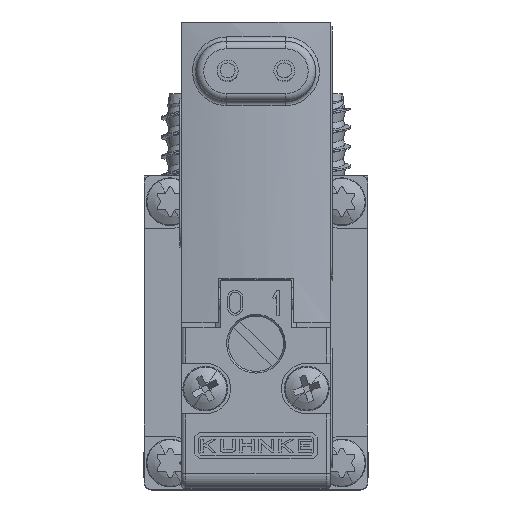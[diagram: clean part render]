
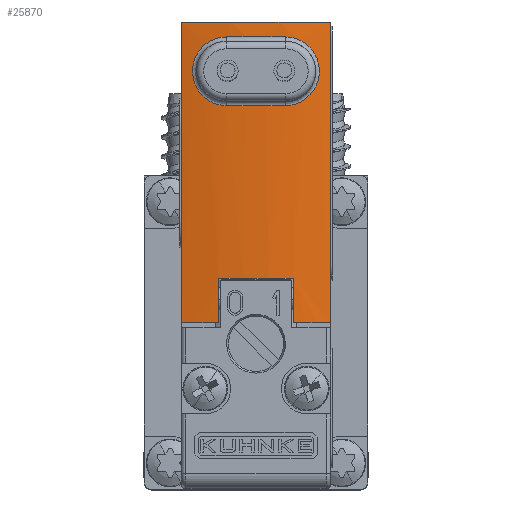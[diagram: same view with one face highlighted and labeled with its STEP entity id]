
A CAD part, top view. The second image highlights one B-rep face of the part: STEP entity #25870.
In plain terms, the highlighted cylindrical face has radius 24 mm (diameter 48 mm), a partial arc.
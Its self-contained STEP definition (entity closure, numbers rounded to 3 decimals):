
#24862=AXIS2_PLACEMENT_3D('Circle Axis2P3D',#24860,#24861,$) ;
#25069=AXIS2_PLACEMENT_3D('Circle Axis2P3D',#25067,#25068,$) ;
#25200=AXIS2_PLACEMENT_3D('Circle Axis2P3D',#25198,#25199,$) ;
#25799=AXIS2_PLACEMENT_3D('Circle Axis2P3D',#25797,#25798,$) ;
#25812=AXIS2_PLACEMENT_3D('Cylinder Axis2P3D',#25809,#25810,#25811) ;
#25826=AXIS2_PLACEMENT_3D('Circle Axis2P3D',#25824,#25825,$) ;
#25848=AXIS2_PLACEMENT_3D('Circle Axis2P3D',#25846,#25847,$) ;
#24841=CARTESIAN_POINT('Vertex',(2.497,-2.4,54.836)) ;
#24857=CARTESIAN_POINT('Vertex',(4.997,-2.4,54.44)) ;
#24860=CARTESIAN_POINT('Axis2P3D Location',(-0.003,-2.4,30.967)) ;
#24981=CARTESIAN_POINT('Vertex',(4.997,17.75,54.44)) ;
#24984=CARTESIAN_POINT('Line Origine',(4.997,7.675,54.44)) ;
#25064=CARTESIAN_POINT('Vertex',(-2.503,-2.4,54.836)) ;
#25067=CARTESIAN_POINT('Axis2P3D Location',(-0.003,-2.4,30.967)) ;
#25071=CARTESIAN_POINT('Vertex',(-5.003,-2.4,54.44)) ;
#25102=CARTESIAN_POINT('Vertex',(-2.503,0.6,54.836)) ;
#25105=CARTESIAN_POINT('Line Origine',(-2.503,-0.9,54.836)) ;
#25195=CARTESIAN_POINT('Vertex',(2.497,0.6,54.836)) ;
#25198=CARTESIAN_POINT('Axis2P3D Location',(-0.003,0.6,30.967)) ;
#25728=CARTESIAN_POINT('Line Origine',(2.497,-0.9,54.836)) ;
#25751=CARTESIAN_POINT('Line Origine',(-5.003,7.675,54.44)) ;
#25755=CARTESIAN_POINT('Vertex',(-5.003,17.75,54.44)) ;
#25797=CARTESIAN_POINT('Axis2P3D Location',(-0.003,17.75,30.967)) ;
#25809=CARTESIAN_POINT('Axis2P3D Location',(-0.003,7.675,30.967)) ;
#25824=CARTESIAN_POINT('Axis2P3D Location',(-0.003,16.75,30.967)) ;
#25828=CARTESIAN_POINT('Vertex',(-1.978,16.75,54.885)) ;
#25830=CARTESIAN_POINT('Vertex',(1.972,16.75,54.885)) ;
#25834=CARTESIAN_POINT('Control Point',(1.972,12.15,54.885)) ;
#25835=CARTESIAN_POINT('Control Point',(2.694,12.15,54.826)) ;
#25836=CARTESIAN_POINT('Control Point',(3.414,12.44,54.739)) ;
#25837=CARTESIAN_POINT('Control Point',(3.976,13.016,54.636)) ;
#25838=CARTESIAN_POINT('Control Point',(4.525,14.469,54.538)) ;
#25839=CARTESIAN_POINT('Control Point',(3.951,15.909,54.641)) ;
#25840=CARTESIAN_POINT('Control Point',(3.392,16.468,54.742)) ;
#25841=CARTESIAN_POINT('Control Point',(2.684,16.75,54.827)) ;
#25842=CARTESIAN_POINT('Control Point',(1.972,16.75,54.885)) ;
#25843=CARTESIAN_POINT('Vertex',(1.972,12.15,54.885)) ;
#25846=CARTESIAN_POINT('Axis2P3D Location',(-0.003,12.15,30.967)) ;
#25850=CARTESIAN_POINT('Vertex',(-1.978,12.15,54.885)) ;
#25854=CARTESIAN_POINT('Control Point',(-1.978,16.75,54.885)) ;
#25855=CARTESIAN_POINT('Control Point',(-2.7,16.75,54.826)) ;
#25856=CARTESIAN_POINT('Control Point',(-3.42,16.46,54.739)) ;
#25857=CARTESIAN_POINT('Control Point',(-3.982,15.884,54.636)) ;
#25858=CARTESIAN_POINT('Control Point',(-4.531,14.431,54.538)) ;
#25859=CARTESIAN_POINT('Control Point',(-3.957,12.991,54.641)) ;
#25860=CARTESIAN_POINT('Control Point',(-3.398,12.432,54.742)) ;
#25861=CARTESIAN_POINT('Control Point',(-2.69,12.15,54.827)) ;
#25862=CARTESIAN_POINT('Control Point',(-1.978,12.15,54.885)) ;
#24861=DIRECTION('Axis2P3D Direction',(0.,1.,0.)) ;
#24985=DIRECTION('Vector Direction',(0.,1.,0.)) ;
#25068=DIRECTION('Axis2P3D Direction',(0.,1.,0.)) ;
#25106=DIRECTION('Vector Direction',(0.,1.,0.)) ;
#25199=DIRECTION('Axis2P3D Direction',(0.,1.,0.)) ;
#25729=DIRECTION('Vector Direction',(0.,1.,0.)) ;
#25752=DIRECTION('Vector Direction',(0.,1.,0.)) ;
#25798=DIRECTION('Axis2P3D Direction',(0.,1.,0.)) ;
#25810=DIRECTION('Axis2P3D Direction',(0.,1.,0.)) ;
#25811=DIRECTION('Axis2P3D XDirection',(-0.208,0.,0.978)) ;
#25825=DIRECTION('Axis2P3D Direction',(0.,1.,0.)) ;
#25847=DIRECTION('Axis2P3D Direction',(0.,1.,0.)) ;
#24986=VECTOR('Line Direction',#24985,1.) ;
#25107=VECTOR('Line Direction',#25106,1.) ;
#25730=VECTOR('Line Direction',#25729,1.) ;
#25753=VECTOR('Line Direction',#25752,1.) ;
#25815=ORIENTED_EDGE('',*,*,#24864,.T.) ;
#25816=ORIENTED_EDGE('',*,*,#24988,.T.) ;
#25817=ORIENTED_EDGE('',*,*,#25801,.F.) ;
#25818=ORIENTED_EDGE('',*,*,#25757,.F.) ;
#25819=ORIENTED_EDGE('',*,*,#25073,.T.) ;
#25820=ORIENTED_EDGE('',*,*,#25109,.T.) ;
#25821=ORIENTED_EDGE('',*,*,#25202,.T.) ;
#25822=ORIENTED_EDGE('',*,*,#25732,.F.) ;
#25865=ORIENTED_EDGE('',*,*,#25832,.T.) ;
#25866=ORIENTED_EDGE('',*,*,#25845,.T.) ;
#25867=ORIENTED_EDGE('',*,*,#25852,.T.) ;
#25868=ORIENTED_EDGE('',*,*,#25863,.T.) ;
#25869=FACE_BOUND('',#25864,.T.) ;
#25870=ADVANCED_FACE('Hauptk\X2\00F6\X0\rper',(#25823,#25869),#25813,.T.) ;
#25833=B_SPLINE_CURVE_WITH_KNOTS('',5,(#25834,#25835,#25836,#25837,#25838,#25839,#25840,#25841,#25842),.UNSPECIFIED.,.F.,.U.,(6,3,6),(4.774,9.602,14.359),.UNSPECIFIED.) ;
#25853=B_SPLINE_CURVE_WITH_KNOTS('',5,(#25854,#25855,#25856,#25857,#25858,#25859,#25860,#25861,#25862),.UNSPECIFIED.,.F.,.U.,(6,3,6),(4.774,9.602,14.359),.UNSPECIFIED.) ;
#24863=CIRCLE('generated circle',#24862,24.) ;
#25070=CIRCLE('generated circle',#25069,24.) ;
#25201=CIRCLE('generated circle',#25200,24.) ;
#25800=CIRCLE('generated circle',#25799,24.) ;
#25827=CIRCLE('generated circle',#25826,24.) ;
#25849=CIRCLE('generated circle',#25848,24.) ;
#25813=CYLINDRICAL_SURFACE('generated cylinder',#25812,24.) ;
#24864=EDGE_CURVE('',#24842,#24858,#24863,.T.) ;
#24988=EDGE_CURVE('',#24858,#24982,#24987,.T.) ;
#25073=EDGE_CURVE('',#25072,#25065,#25070,.T.) ;
#25109=EDGE_CURVE('',#25065,#25103,#25108,.T.) ;
#25202=EDGE_CURVE('',#25103,#25196,#25201,.T.) ;
#25732=EDGE_CURVE('',#24842,#25196,#25731,.T.) ;
#25757=EDGE_CURVE('',#25072,#25756,#25754,.T.) ;
#25801=EDGE_CURVE('',#25756,#24982,#25800,.T.) ;
#25832=EDGE_CURVE('',#25829,#25831,#25827,.T.) ;
#25845=EDGE_CURVE('',#25831,#25844,#25833,.F.) ;
#25852=EDGE_CURVE('',#25844,#25851,#25849,.F.) ;
#25863=EDGE_CURVE('',#25851,#25829,#25853,.F.) ;
#25814=EDGE_LOOP('',(#25815,#25816,#25817,#25818,#25819,#25820,#25821,#25822)) ;
#25864=EDGE_LOOP('',(#25865,#25866,#25867,#25868)) ;
#25823=FACE_OUTER_BOUND('',#25814,.T.) ;
#24987=LINE('Line',#24984,#24986) ;
#25108=LINE('Line',#25105,#25107) ;
#25731=LINE('Line',#25728,#25730) ;
#25754=LINE('Line',#25751,#25753) ;
#24842=VERTEX_POINT('',#24841) ;
#24858=VERTEX_POINT('',#24857) ;
#24982=VERTEX_POINT('',#24981) ;
#25065=VERTEX_POINT('',#25064) ;
#25072=VERTEX_POINT('',#25071) ;
#25103=VERTEX_POINT('',#25102) ;
#25196=VERTEX_POINT('',#25195) ;
#25756=VERTEX_POINT('',#25755) ;
#25829=VERTEX_POINT('',#25828) ;
#25831=VERTEX_POINT('',#25830) ;
#25844=VERTEX_POINT('',#25843) ;
#25851=VERTEX_POINT('',#25850) ;
